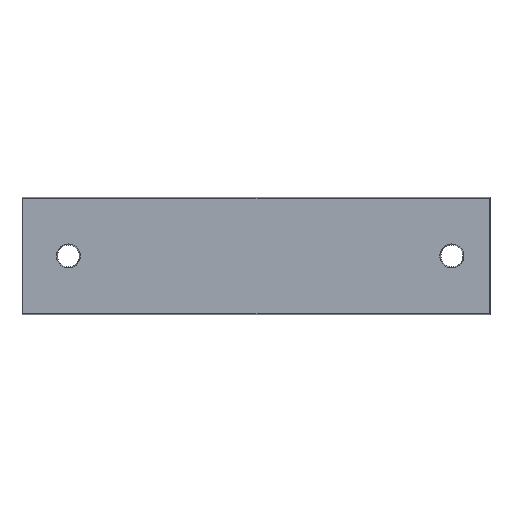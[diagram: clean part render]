
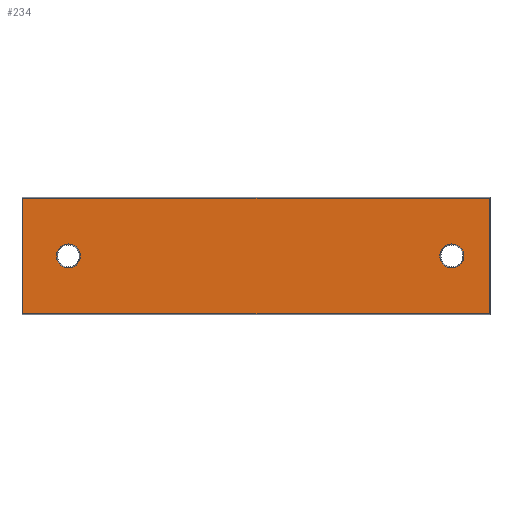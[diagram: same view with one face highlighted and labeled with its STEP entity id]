
A CAD part, top view. The second image highlights one B-rep face of the part: STEP entity #234.
In plain terms, the highlighted planar face has unit normal (0, 0, 1).
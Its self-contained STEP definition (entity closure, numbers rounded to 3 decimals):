
#42=CARTESIAN_POINT('',(-29.921,25.024,4.));
#43=VERTEX_POINT('',#42);
#50=CARTESIAN_POINT('',(99.526,25.024,4.));
#51=VERTEX_POINT('',#50);
#52=CARTESIAN_POINT('',(-29.921,25.024,4.));
#53=DIRECTION('',(1.,0.,0.));
#54=VECTOR('',#53,129.446);
#55=LINE('',#52,#54);
#56=EDGE_CURVE('',#43,#51,#55,.T.);
#80=CARTESIAN_POINT('',(-29.921,-7.024,4.));
#81=VERTEX_POINT('',#80);
#88=CARTESIAN_POINT('',(-29.921,25.024,4.));
#89=DIRECTION('',(-0.,-1.,-0.));
#90=VECTOR('',#89,32.048);
#91=LINE('',#88,#90);
#92=EDGE_CURVE('',#43,#81,#91,.T.);
#111=CARTESIAN_POINT('',(99.526,-7.024,4.));
#112=VERTEX_POINT('',#111);
#119=CARTESIAN_POINT('',(-29.921,-7.024,4.));
#120=DIRECTION('',(1.,0.,-0.));
#121=VECTOR('',#120,129.446);
#122=LINE('',#119,#121);
#123=EDGE_CURVE('',#81,#112,#122,.T.);
#134=CARTESIAN_POINT('',(92.529,9.,4.));
#135=VERTEX_POINT('',#134);
#144=CARTESIAN_POINT('',(89.202,9.,4.));
#145=DIRECTION('',(0.,0.,1.));
#146=DIRECTION('',(1.,0.,-0.));
#147=AXIS2_PLACEMENT_3D('',#144,#145,#146);
#148=CIRCLE('',#147,3.327);
#149=EDGE_CURVE('',#135,#135,#148,.T.);
#174=CARTESIAN_POINT('',(99.526,-7.024,4.));
#175=DIRECTION('',(-0.,1.,-0.));
#176=VECTOR('',#175,32.048);
#177=LINE('',#174,#176);
#178=EDGE_CURVE('',#112,#51,#177,.T.);
#189=CARTESIAN_POINT('',(-13.971,9.,4.));
#190=VERTEX_POINT('',#189);
#199=CARTESIAN_POINT('',(-17.298,9.,4.));
#200=DIRECTION('',(0.,0.,1.));
#201=DIRECTION('',(1.,0.,-0.));
#202=AXIS2_PLACEMENT_3D('',#199,#200,#201);
#203=CIRCLE('',#202,3.327);
#204=EDGE_CURVE('',#190,#190,#203,.T.);
#217=CARTESIAN_POINT('',(0.,0.,4.));
#218=DIRECTION('',(0.,0.,1.));
#219=DIRECTION('',(1.,0.,0.));
#220=AXIS2_PLACEMENT_3D('',#217,#218,#219);
#221=PLANE('',#220);
#222=ORIENTED_EDGE('',*,*,#56,.F.);
#223=ORIENTED_EDGE('',*,*,#92,.T.);
#224=ORIENTED_EDGE('',*,*,#123,.T.);
#225=ORIENTED_EDGE('',*,*,#178,.T.);
#226=EDGE_LOOP('',(#222,#223,#224,#225));
#227=FACE_BOUND('',#226,.T.);
#228=ORIENTED_EDGE('',*,*,#149,.F.);
#229=EDGE_LOOP('',(#228));
#230=FACE_BOUND('',#229,.T.);
#231=ORIENTED_EDGE('',*,*,#204,.F.);
#232=EDGE_LOOP('',(#231));
#233=FACE_BOUND('',#232,.T.);
#234=ADVANCED_FACE('',(#227,#230,#233),#221,.T.);
